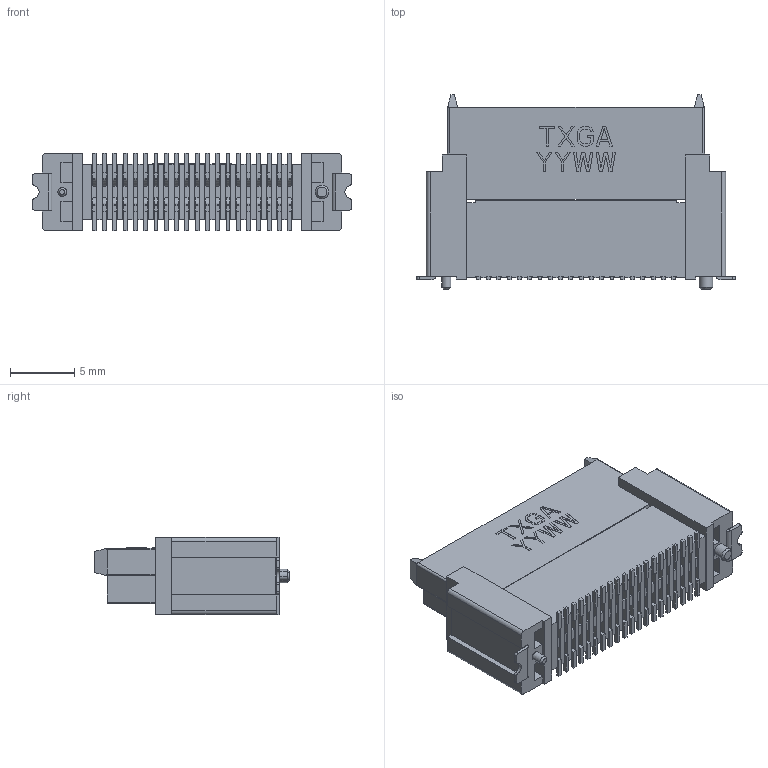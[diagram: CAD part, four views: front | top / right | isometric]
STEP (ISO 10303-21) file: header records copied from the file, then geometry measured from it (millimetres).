
FILE_DESCRIPTION((''),'2;1');
FILE_NAME('ASM0001_ASM','2025-09-26T18:47:33',('gongchengVV'),(''),'CREO PARAMETRIC BY PTC INC, 2020033','CREO PARAMETRIC BY PTC INC, 2020033','');
FILE_SCHEMA(('CONFIG_CONTROL_DESIGN'));
Length unit declared in the file: millimetre
Products named in the file (1): ASM0001_ASM
Bounding box: 24.8 x 15.15 x 6 mm (x, y, z)
Volume: 990 mm3; surface area: 3205.2 mm2
Topology: 1 solids, 1 shells, 1367 faces, 4557 edges, 3004 vertices
Faces by surface type: plane 1255, extrusion 80, cylinder 28, cone 4
Entity records: 53390 total; most frequent: CARTESIAN_POINT 13441, ORIENTED_EDGE 9114, DIRECTION 7099, EDGE_CURVE 4557, VECTOR 4413, LINE 4333, VERTEX_POINT 3004, EDGE_LOOP 1501
